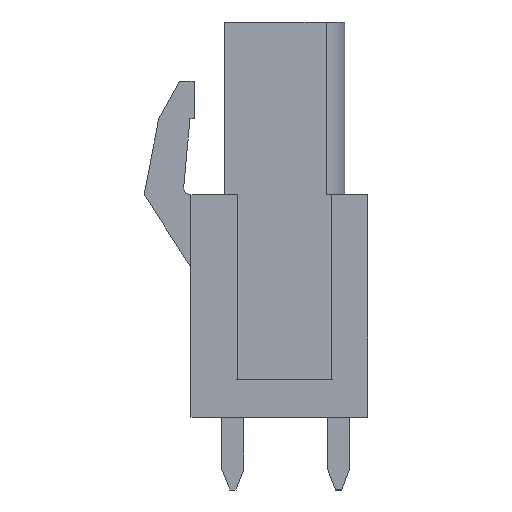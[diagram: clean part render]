
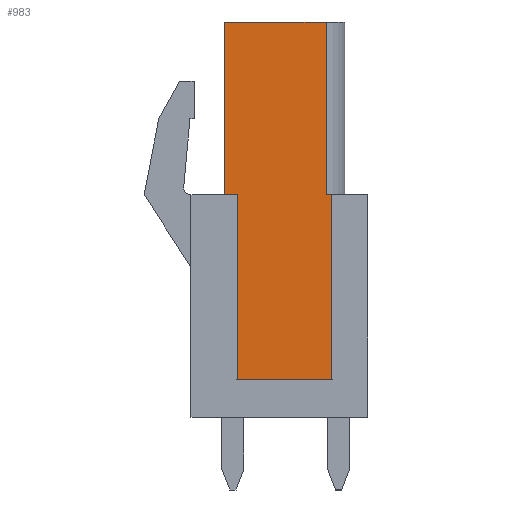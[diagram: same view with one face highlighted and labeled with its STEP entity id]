
A CAD part, left-side view. The second image highlights one B-rep face of the part: STEP entity #983.
In plain terms, the highlighted planar face has unit normal (-1, 0, 0).
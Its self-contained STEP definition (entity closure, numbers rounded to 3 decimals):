
#983 = ADVANCED_FACE( '', ( #2073 ), #2074, .T. );
#2073 = FACE_OUTER_BOUND( '', #3282, .T. );
#2074 = PLANE( '', #3283 );
#3282 = EDGE_LOOP( '', ( #6049, #6050, #6051, #6052, #6053, #6054, #6055 ) );
#3283 = AXIS2_PLACEMENT_3D( '', #6056, #6057, #6058 );
#6049 = ORIENTED_EDGE( '', *, *, #8002, .T. );
#6050 = ORIENTED_EDGE( '', *, *, #8359, .T. );
#6051 = ORIENTED_EDGE( '', *, *, #7533, .T. );
#6052 = ORIENTED_EDGE( '', *, *, #8579, .T. );
#6053 = ORIENTED_EDGE( '', *, *, #7547, .T. );
#6054 = ORIENTED_EDGE( '', *, *, #7904, .F. );
#6055 = ORIENTED_EDGE( '', *, *, #8580, .F. );
#6056 = CARTESIAN_POINT( '', ( -14.29, 0., 0. ) );
#6057 = DIRECTION( '', ( -1., 0., 0. ) );
#6058 = DIRECTION( '', ( 0., 0., 1. ) );
#7533 = EDGE_CURVE( '', #9094, #9092, #9095, .T. );
#7547 = EDGE_CURVE( '', #9120, #9117, #9121, .T. );
#7904 = EDGE_CURVE( '', #9728, #9117, #9730, .T. );
#8002 = EDGE_CURVE( '', #9890, #9888, #9891, .T. );
#8359 = EDGE_CURVE( '', #9888, #9094, #10425, .T. );
#8579 = EDGE_CURVE( '', #9092, #9120, #10709, .T. );
#8580 = EDGE_CURVE( '', #9890, #9728, #10710, .T. );
#9092 = VERTEX_POINT( '', #11375 );
#9094 = VERTEX_POINT( '', #11378 );
#9095 = LINE( '', #11379, #11380 );
#9117 = VERTEX_POINT( '', #11405 );
#9120 = VERTEX_POINT( '', #11409 );
#9121 = LINE( '', #11410, #11411 );
#9728 = VERTEX_POINT( '', #12292 );
#9730 = LINE( '', #12295, #12296 );
#9888 = VERTEX_POINT( '', #12532 );
#9890 = VERTEX_POINT( '', #12535 );
#9891 = LINE( '', #12536, #12537 );
#10425 = LINE( '', #13340, #13341 );
#10709 = LINE( '', #13773, #13774 );
#10710 = LINE( '', #13775, #13776 );
#11375 = CARTESIAN_POINT( '', ( -14.29, 2.65, 8.3 ) );
#11378 = CARTESIAN_POINT( '', ( -14.29, -2.25, 8.3 ) );
#11379 = CARTESIAN_POINT( '', ( -14.29, -3.15, 8.3 ) );
#11380 = VECTOR( '', #14362, 1000. );
#11405 = CARTESIAN_POINT( '', ( -14.29, 2.65, -8.9 ) );
#11409 = CARTESIAN_POINT( '', ( -14.29, 2.65, 0. ) );
#11410 = CARTESIAN_POINT( '', ( -14.29, 2.65, 0. ) );
#11411 = VECTOR( '', #14388, 1000. );
#12292 = CARTESIAN_POINT( '', ( -14.29, -3.15, -8.9 ) );
#12295 = CARTESIAN_POINT( '', ( -14.29, -4.25, -8.9 ) );
#12296 = VECTOR( '', #14719, 1000. );
#12532 = CARTESIAN_POINT( '', ( -14.29, -2.25, 0. ) );
#12535 = CARTESIAN_POINT( '', ( -14.29, -3.15, 0. ) );
#12536 = CARTESIAN_POINT( '', ( -14.29, 0., 0. ) );
#12537 = VECTOR( '', #14810, 1000. );
#13340 = CARTESIAN_POINT( '', ( -14.29, -2.25, 0. ) );
#13341 = VECTOR( '', #15155, 1000. );
#13773 = CARTESIAN_POINT( '', ( -14.29, 2.65, 8.3 ) );
#13774 = VECTOR( '', #15364, 1000. );
#13775 = CARTESIAN_POINT( '', ( -14.29, -3.15, 0. ) );
#13776 = VECTOR( '', #15365, 1000. );
#14362 = DIRECTION( '', ( 0., 1., 0. ) );
#14388 = DIRECTION( '', ( 0., 0., -1. ) );
#14719 = DIRECTION( '', ( 0., 1., 0. ) );
#14810 = DIRECTION( '', ( 0., 1., 0. ) );
#15155 = DIRECTION( '', ( 0., 0., 1. ) );
#15364 = DIRECTION( '', ( 0., 0., -1. ) );
#15365 = DIRECTION( '', ( 0., 0., -1. ) );
